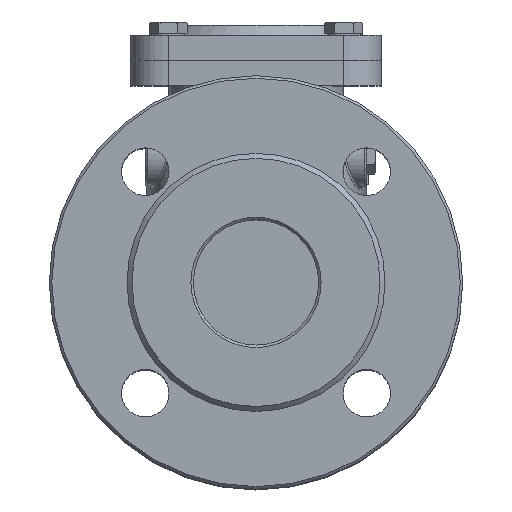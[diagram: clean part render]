
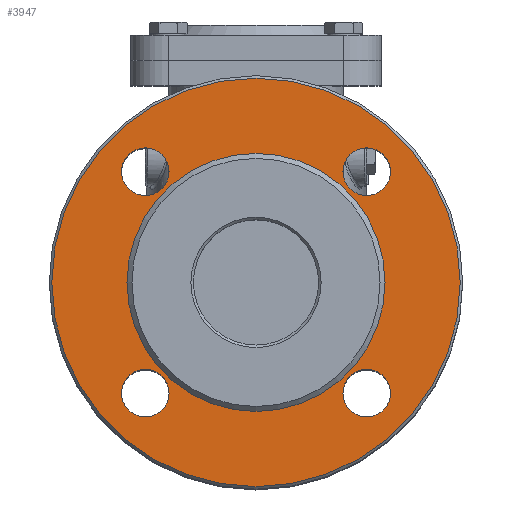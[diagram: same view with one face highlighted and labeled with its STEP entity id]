
A CAD part, top view. The second image highlights one B-rep face of the part: STEP entity #3947.
In plain terms, the highlighted planar face has unit normal (0, 0, 1).
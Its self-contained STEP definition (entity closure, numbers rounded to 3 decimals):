
#129=FACE_BOUND('',#1279,.T.);
#130=FACE_BOUND('',#1280,.T.);
#131=FACE_BOUND('',#1281,.T.);
#132=FACE_BOUND('',#1282,.T.);
#133=FACE_BOUND('',#1283,.T.);
#306=CIRCLE('',#4265,81.5);
#307=CIRCLE('',#4267,51.5);
#308=CIRCLE('',#4268,9.5);
#309=CIRCLE('',#4269,9.5);
#310=CIRCLE('',#4270,9.5);
#311=CIRCLE('',#4271,9.5);
#811=PLANE('',#4266);
#1015=FACE_OUTER_BOUND('',#1278,.T.);
#1278=EDGE_LOOP('',(#3418));
#1279=EDGE_LOOP('',(#3419));
#1280=EDGE_LOOP('',(#3420));
#1281=EDGE_LOOP('',(#3421));
#1282=EDGE_LOOP('',(#3422));
#1283=EDGE_LOOP('',(#3423));
#1857=VERTEX_POINT('',#9590);
#1858=VERTEX_POINT('',#9594);
#1859=VERTEX_POINT('',#9596);
#1860=VERTEX_POINT('',#9598);
#1861=VERTEX_POINT('',#9600);
#1862=VERTEX_POINT('',#9602);
#2383=EDGE_CURVE('',#1857,#1857,#306,.T.);
#2384=EDGE_CURVE('',#1858,#1858,#307,.T.);
#2385=EDGE_CURVE('',#1859,#1859,#308,.T.);
#2386=EDGE_CURVE('',#1860,#1860,#309,.T.);
#2387=EDGE_CURVE('',#1861,#1861,#310,.T.);
#2388=EDGE_CURVE('',#1862,#1862,#311,.T.);
#3418=ORIENTED_EDGE('',*,*,#2383,.F.);
#3419=ORIENTED_EDGE('',*,*,#2384,.F.);
#3420=ORIENTED_EDGE('',*,*,#2385,.F.);
#3421=ORIENTED_EDGE('',*,*,#2386,.F.);
#3422=ORIENTED_EDGE('',*,*,#2387,.F.);
#3423=ORIENTED_EDGE('',*,*,#2388,.F.);
#3947=ADVANCED_FACE('',(#1015,#129,#130,#131,#132,#133),#811,.F.);
#4265=AXIS2_PLACEMENT_3D('',#9592,#4963,#4964);
#4266=AXIS2_PLACEMENT_3D('',#9593,#4965,#4966);
#4267=AXIS2_PLACEMENT_3D('',#9595,#4967,#4968);
#4268=AXIS2_PLACEMENT_3D('',#9597,#4969,#4970);
#4269=AXIS2_PLACEMENT_3D('',#9599,#4971,#4972);
#4270=AXIS2_PLACEMENT_3D('',#9601,#4973,#4974);
#4271=AXIS2_PLACEMENT_3D('',#9603,#4975,#4976);
#4963=DIRECTION('center_axis',(0.,0.,-1.));
#4964=DIRECTION('ref_axis',(1.,0.,0.));
#4965=DIRECTION('center_axis',(0.,0.,-1.));
#4966=DIRECTION('ref_axis',(-1.,0.,0.));
#4967=DIRECTION('center_axis',(0.,0.,1.));
#4968=DIRECTION('ref_axis',(-1.,0.,0.));
#4969=DIRECTION('center_axis',(0.,0.,1.));
#4970=DIRECTION('ref_axis',(1.,0.,0.));
#4971=DIRECTION('center_axis',(0.,0.,1.));
#4972=DIRECTION('ref_axis',(1.,0.,0.));
#4973=DIRECTION('center_axis',(0.,0.,1.));
#4974=DIRECTION('ref_axis',(1.,0.,0.));
#4975=DIRECTION('center_axis',(0.,0.,1.));
#4976=DIRECTION('ref_axis',(1.,0.,0.));
#9590=CARTESIAN_POINT('',(-81.5,0.,0.));
#9592=CARTESIAN_POINT('Origin',(0.,0.,0.));
#9593=CARTESIAN_POINT('Origin',(0.,0.,0.));
#9594=CARTESIAN_POINT('',(51.5,0.,0.));
#9595=CARTESIAN_POINT('Origin',(0.,0.,0.));
#9596=CARTESIAN_POINT('',(-53.694,-44.194,0.));
#9597=CARTESIAN_POINT('Origin',(-44.194,-44.194,0.));
#9598=CARTESIAN_POINT('',(34.694,-44.194,0.));
#9599=CARTESIAN_POINT('Origin',(44.194,-44.194,0.));
#9600=CARTESIAN_POINT('',(34.694,44.194,0.));
#9601=CARTESIAN_POINT('Origin',(44.194,44.194,0.));
#9602=CARTESIAN_POINT('',(-53.694,44.194,0.));
#9603=CARTESIAN_POINT('Origin',(-44.194,44.194,0.));
